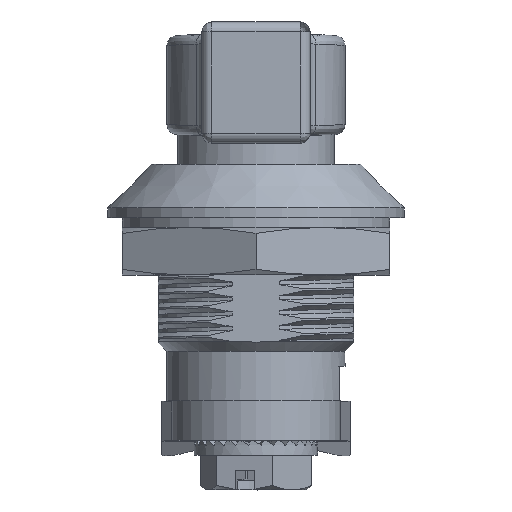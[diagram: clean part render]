
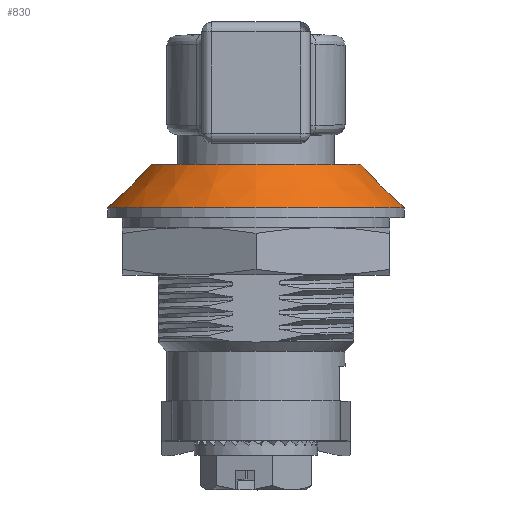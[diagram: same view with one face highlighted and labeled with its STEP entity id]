
A CAD part, top view. The second image highlights one B-rep face of the part: STEP entity #830.
In plain terms, the highlighted conical face has half-angle 45 degrees and reference radius 15 mm.
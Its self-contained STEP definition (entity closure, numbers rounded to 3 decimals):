
#830=ADVANCED_FACE('',(#1837,#1838),#1839,.T.);
#1837=FACE_OUTER_BOUND('',#6405,.T.);
#1838=FACE_BOUND('',#6406,.T.);
#1839=CONICAL_SURFACE('',#6407,15.0,0.785);
#6405=EDGE_LOOP('',(#13184));
#6406=EDGE_LOOP('',(#13185));
#6407=AXIS2_PLACEMENT_3D('',#13186,#13187,#13188);
#13184=ORIENTED_EDGE('',*,*,#15275,.F.);
#13185=ORIENTED_EDGE('',*,*,#15277,.F.);
#13186=CARTESIAN_POINT('',(19.937,22.998,30.862));
#13187=DIRECTION('',(0.,-1.0,0.));
#13188=DIRECTION('',(0.,0.,-1.0));
#15275=EDGE_CURVE('',#17673,#17673,#17674,.T.);
#15277=EDGE_CURVE('',#17677,#17677,#17678,.T.);
#17673=VERTEX_POINT('',#26003);
#17674=CIRCLE('',#26004,15.0);
#17677=VERTEX_POINT('',#26007);
#17678=CIRCLE('',#26008,10.6);
#26003=CARTESIAN_POINT('',(19.937,22.998,15.862));
#26004=AXIS2_PLACEMENT_3D('',#28569,#28570,#28571);
#26007=CARTESIAN_POINT('',(19.937,27.398,20.262));
#26008=AXIS2_PLACEMENT_3D('',#28575,#28576,#28577);
#28569=CARTESIAN_POINT('',(19.937,22.998,30.862));
#28570=DIRECTION('',(0.,-1.0,0.));
#28571=DIRECTION('',(0.,0.,-1.0));
#28575=CARTESIAN_POINT('',(19.937,27.398,30.862));
#28576=DIRECTION('',(0.,1.0,0.));
#28577=DIRECTION('',(0.,0.,1.0));
